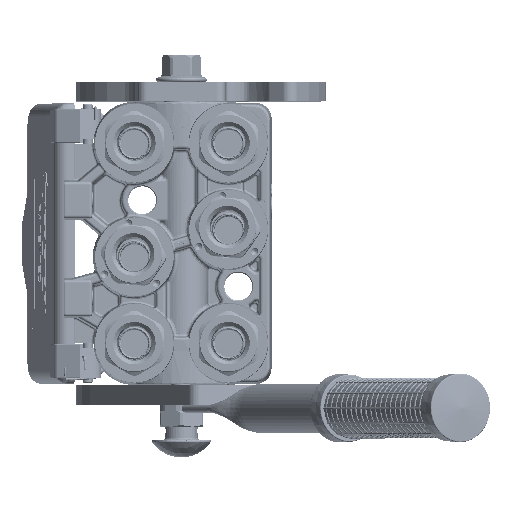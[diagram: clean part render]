
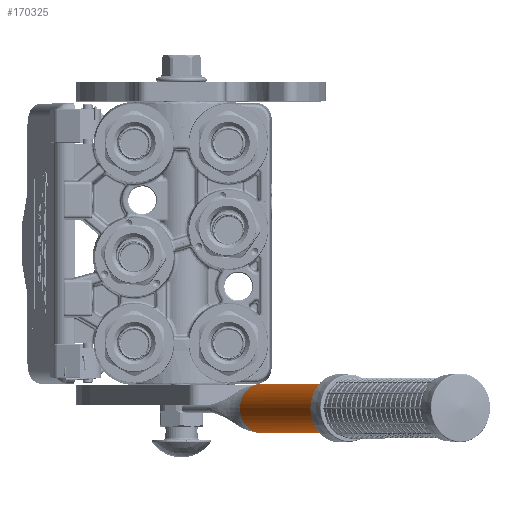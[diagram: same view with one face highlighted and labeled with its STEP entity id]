
A CAD part, top view. The second image highlights one B-rep face of the part: STEP entity #170325.
In plain terms, the highlighted cylindrical face has radius 12.5 mm (diameter 25 mm), a partial arc.
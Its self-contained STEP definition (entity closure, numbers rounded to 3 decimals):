
#274 = CARTESIAN_POINT ( 'NONE',  ( -12.466, 0.13, 0.917 ) ) ;
#4236 = CARTESIAN_POINT ( 'NONE',  ( -12.5, 0.24, 0. ) ) ;
#6780 = CARTESIAN_POINT ( 'NONE',  ( 0., 0., 12.5 ) ) ;
#11097 = B_SPLINE_CURVE_WITH_KNOTS ( 'NONE', 3,
 ( #161408, #125500, #43782, #105087, #222017, #65023, #241594, #63338, #26673, #180179, #84592, #201499, #181012, #221153, #200657 ),
 .UNSPECIFIED., .F., .F.,
 ( 4, 2, 2, 1, 1, 1, 2, 2, 4 ),
 ( 0., 0.25, 0.375, 0.437, 0.469, 0.484, 0.492, 0.5, 1. ),
 .UNSPECIFIED. ) ;
#11772 = ORIENTED_EDGE ( 'NONE', *, *, #210560, .T. ) ;
#19533 = FACE_OUTER_BOUND ( 'NONE', #61761, .T. ) ;
#25600 = ORIENTED_EDGE ( 'NONE', *, *, #181987, .T. ) ;
#26673 = CARTESIAN_POINT ( 'NONE',  ( 12.482, 0.182, 0.665 ) ) ;
#27766 = CIRCLE ( 'NONE', #78077, 12.5 ) ;
#31634 = DIRECTION ( 'NONE',  ( -0.994, 0., 0.109 ) ) ;
#34830 = ORIENTED_EDGE ( 'NONE', *, *, #214815, .F. ) ;
#36995 = CARTESIAN_POINT ( 'NONE',  ( -12.467, 0.131, 0.91 ) ) ;
#39246 = VERTEX_POINT ( 'NONE', #108433 ) ;
#39549 = CARTESIAN_POINT ( 'NONE',  ( -12.471, 0.146, 0.847 ) ) ;
#40385 = CARTESIAN_POINT ( 'NONE',  ( -12.426, 0., 1.36 ) ) ;
#40821 = ORIENTED_EDGE ( 'NONE', *, *, #222679, .T. ) ;
#43782 = CARTESIAN_POINT ( 'NONE',  ( 12.499, 0.235, 0.221 ) ) ;
#49605 = CARTESIAN_POINT ( 'NONE',  ( 0., 0., 0. ) ) ;
#49778 = AXIS2_PLACEMENT_3D ( 'NONE', #76424, #192469, #212971 ) ;
#57400 = CARTESIAN_POINT ( 'NONE',  ( -12.461, 0.114, 0.981 ) ) ;
#61761 = EDGE_LOOP ( 'NONE', ( #11772, #131262, #136074, #165736, #25600, #40821, #34830 ) ) ;
#62283 = CARTESIAN_POINT ( 'NONE',  ( 12.5, 198., 0. ) ) ;
#63338 = CARTESIAN_POINT ( 'NONE',  ( 12.484, 0.186, 0.638 ) ) ;
#65023 = CARTESIAN_POINT ( 'NONE',  ( 12.488, 0.202, 0.541 ) ) ;
#76121 = CARTESIAN_POINT ( 'NONE',  ( -12.466, 0.127, 0.927 ) ) ;
#76424 = CARTESIAN_POINT ( 'NONE',  ( 0., 0., 0. ) ) ;
#78077 = AXIS2_PLACEMENT_3D ( 'NONE', #146755, #224432, #31634 ) ;
#79647 = DIRECTION ( 'NONE',  ( 0., 1., 0. ) ) ;
#84592 = CARTESIAN_POINT ( 'NONE',  ( 12.481, 0.178, 0.683 ) ) ;
#87083 = VECTOR ( 'NONE', #234196, 1000. ) ;
#88230 = AXIS2_PLACEMENT_3D ( 'NONE', #183061, #239372, #142094 ) ;
#89226 = VERTEX_POINT ( 'NONE', #232942 ) ;
#89986 = VECTOR ( 'NONE', #79647, 1000. ) ;
#91227 = EDGE_CURVE ( 'NONE', #39246, #190123, #246669, .T. ) ;
#104327 = VERTEX_POINT ( 'NONE', #62283 ) ;
#105087 = CARTESIAN_POINT ( 'NONE',  ( 12.494, 0.22, 0.394 ) ) ;
#105943 = DIRECTION ( 'NONE',  ( 0., 1., 0. ) ) ;
#108433 = CARTESIAN_POINT ( 'NONE',  ( -12.426, 0., 1.36 ) ) ;
#114510 = CARTESIAN_POINT ( 'NONE',  ( -12.5, 0.24, 0. ) ) ;
#114815 = AXIS2_PLACEMENT_3D ( 'NONE', #49605, #105943, #126339 ) ;
#115341 = CARTESIAN_POINT ( 'NONE',  ( -12.474, 0.155, 0.804 ) ) ;
#117023 = CARTESIAN_POINT ( 'NONE',  ( -12.468, 0.136, 0.889 ) ) ;
#123444 = CARTESIAN_POINT ( 'NONE',  ( -12.5, 198., 0. ) ) ;
#123563 = LINE ( 'NONE', #237434, #89986 ) ;
#125500 = CARTESIAN_POINT ( 'NONE',  ( 12.5, 0.24, 0.108 ) ) ;
#126339 = DIRECTION ( 'NONE',  ( -0.994, 0., 0.109 ) ) ;
#127801 = VERTEX_POINT ( 'NONE', #123444 ) ;
#128084 = VERTEX_POINT ( 'NONE', #6780 ) ;
#131262 = ORIENTED_EDGE ( 'NONE', *, *, #164169, .F. ) ;
#136074 = ORIENTED_EDGE ( 'NONE', *, *, #217836, .F. ) ;
#142094 = DIRECTION ( 'NONE',  ( -1., 0., 0. ) ) ;
#146755 = CARTESIAN_POINT ( 'NONE',  ( 0., 0., 0. ) ) ;
#155465 = CARTESIAN_POINT ( 'NONE',  ( -12.452, 0.083, 1.1 ) ) ;
#161408 = CARTESIAN_POINT ( 'NONE',  ( 12.5, 0.24, 0. ) ) ;
#164169 = EDGE_CURVE ( 'NONE', #127801, #104327, #237977, .T. ) ;
#165736 = ORIENTED_EDGE ( 'NONE', *, *, #91227, .F. ) ;
#170325 = ADVANCED_FACE ( 'NONE', ( #19533 ), #199586, .T. ) ;
#174194 = CARTESIAN_POINT ( 'NONE',  ( -12.441, 0.049, 1.219 ) ) ;
#178718 = CIRCLE ( 'NONE', #114815, 12.5 ) ;
#180179 = CARTESIAN_POINT ( 'NONE',  ( 12.482, 0.18, 0.676 ) ) ;
#181012 = CARTESIAN_POINT ( 'NONE',  ( 12.472, 0.146, 0.859 ) ) ;
#181987 = EDGE_CURVE ( 'NONE', #39246, #128084, #178718, .T. ) ;
#183061 = CARTESIAN_POINT ( 'NONE',  ( 0., 198., 0. ) ) ;
#190123 = VERTEX_POINT ( 'NONE', #4236 ) ;
#192469 = DIRECTION ( 'NONE',  ( 0., -1., 0. ) ) ;
#193846 = CARTESIAN_POINT ( 'NONE',  ( -12.464, 0.121, 0.953 ) ) ;
#199586 = CYLINDRICAL_SURFACE ( 'NONE', #49778, 12.5 ) ;
#200657 = CARTESIAN_POINT ( 'NONE',  ( 12.426, 0., 1.36 ) ) ;
#201499 = CARTESIAN_POINT ( 'NONE',  ( 12.481, 0.178, 0.688 ) ) ;
#202818 = VERTEX_POINT ( 'NONE', #237008 ) ;
#206101 = LINE ( 'NONE', #233318, #87083 ) ;
#210560 = EDGE_CURVE ( 'NONE', #202818, #104327, #123563, .T. ) ;
#212663 = CARTESIAN_POINT ( 'NONE',  ( -12.479, 0.172, 0.721 ) ) ;
#212971 = DIRECTION ( 'NONE',  ( 1., 0., 0. ) ) ;
#214815 = EDGE_CURVE ( 'NONE', #202818, #89226, #11097, .T. ) ;
#217836 = EDGE_CURVE ( 'NONE', #190123, #127801, #206101, .T. ) ;
#221153 = CARTESIAN_POINT ( 'NONE',  ( 12.456, 0.096, 1.087 ) ) ;
#222017 = CARTESIAN_POINT ( 'NONE',  ( 12.492, 0.214, 0.452 ) ) ;
#222679 = EDGE_CURVE ( 'NONE', #128084, #89226, #27766, .T. ) ;
#224432 = DIRECTION ( 'NONE',  ( 0., 1., 0. ) ) ;
#232942 = CARTESIAN_POINT ( 'NONE',  ( 12.426, 0., 1.36 ) ) ;
#233056 = CARTESIAN_POINT ( 'NONE',  ( -12.494, 0.221, 0.449 ) ) ;
#233318 = CARTESIAN_POINT ( 'NONE',  ( -12.5, 0.24, 0. ) ) ;
#234196 = DIRECTION ( 'NONE',  ( 0., 1., 0. ) ) ;
#237008 = CARTESIAN_POINT ( 'NONE',  ( 12.5, 0.24, 0. ) ) ;
#237434 = CARTESIAN_POINT ( 'NONE',  ( 12.5, 0.24, 0. ) ) ;
#237977 = CIRCLE ( 'NONE', #88230, 12.5 ) ;
#239372 = DIRECTION ( 'NONE',  ( 0., 1., 0. ) ) ;
#241594 = CARTESIAN_POINT ( 'NONE',  ( 12.486, 0.195, 0.586 ) ) ;
#246669 = B_SPLINE_CURVE_WITH_KNOTS ( 'NONE', 3,
 ( #40385, #174194, #155465, #57400, #193846, #76121, #274, #36995, #117023, #39549, #115341, #251000, #212663, #233056, #251822, #114510 ),
 .UNSPECIFIED., .F., .F.,
 ( 4, 2, 1, 2, 2, 1, 2, 2, 4 ),
 ( 0., 0.25, 0.312, 0.328, 0.344, 0.375, 0.437, 0.5, 1. ),
 .UNSPECIFIED. ) ;
#251000 = CARTESIAN_POINT ( 'NONE',  ( -12.478, 0.167, 0.748 ) ) ;
#251822 = CARTESIAN_POINT ( 'NONE',  ( -12.5, 0.24, 0.216 ) ) ;
